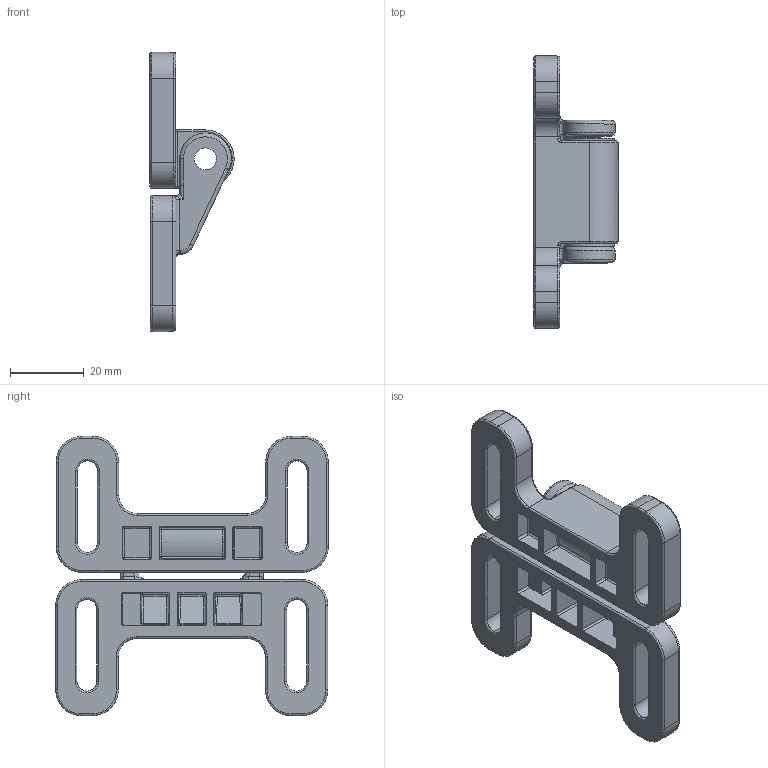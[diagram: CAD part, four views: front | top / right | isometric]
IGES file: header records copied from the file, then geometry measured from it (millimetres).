
Global section: file name: 100389; native system: Autodesk Inventor 2021; preprocessor: unknown; author: TraceParts; organization: TraceParts S.A.; date: 20230130.125837; units: millimetre
Bounding box: 22.86 x 74.13 x 75.99 mm (x, y, z)
Volume: 27021 mm3; surface area: 16375.8 mm2
Topology: 2 solids, 2 shells, 414 faces, 977 edges, 559 vertices
Faces by surface type: bspline 414
